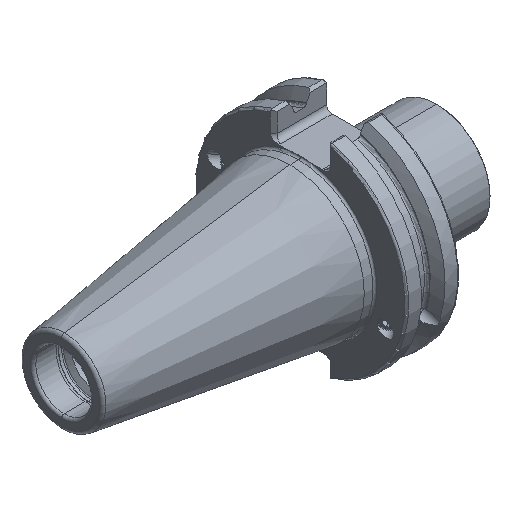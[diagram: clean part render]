
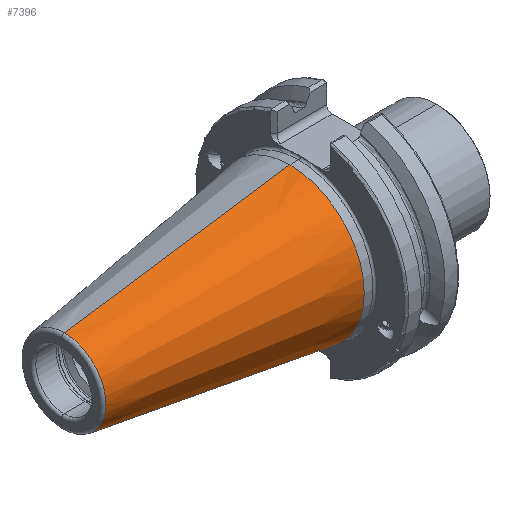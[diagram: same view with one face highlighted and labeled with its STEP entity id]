
A CAD part, isometric view. The second image highlights one B-rep face of the part: STEP entity #7396.
In plain terms, the highlighted conical face has half-angle 8.297 degrees and reference radius 22.225 mm.
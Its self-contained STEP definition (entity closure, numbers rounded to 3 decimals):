
#339 = CARTESIAN_POINT ( 'NONE',  ( 0., 0., 22.225 ) ) ;
#906 = VERTEX_POINT ( 'NONE', #8134 ) ;
#1540 = ORIENTED_EDGE ( 'NONE', *, *, #8090, .F. ) ;
#1546 = ORIENTED_EDGE ( 'NONE', *, *, #7994, .F. ) ;
#1551 = ORIENTED_EDGE ( 'NONE', *, *, #8132, .T. ) ;
#1558 = ORIENTED_EDGE ( 'NONE', *, *, #4077, .T. ) ;
#1921 = EDGE_LOOP ( 'NONE', ( #1540, #1546, #1551, #1558 ) ) ;
#2400 = CONICAL_SURFACE ( 'NONE', #3352, 22.225, 0.145 ) ;
#2547 = FACE_OUTER_BOUND ( 'NONE', #1921, .T. ) ;
#2688 = CIRCLE ( 'NONE', #7862, 22.225 ) ;
#2774 = DIRECTION ( 'NONE',  ( 1., 0., 0. ) ) ;
#2792 = CARTESIAN_POINT ( 'NONE',  ( 0., 0., 0. ) ) ;
#2841 = DIRECTION ( 'NONE',  ( 0., 0., -1. ) ) ;
#2847 = VERTEX_POINT ( 'NONE', #339 ) ;
#3352 = AXIS2_PLACEMENT_3D ( 'NONE', #2792, #2774, #2841 ) ;
#4056 = DIRECTION ( 'NONE',  ( 0.99, 0., -0.144 ) ) ;
#4077 = EDGE_CURVE ( 'NONE', #5736, #2847, #2688, .T. ) ;
#4125 = CARTESIAN_POINT ( 'NONE',  ( 0., 0., -22.225 ) ) ;
#4183 = DIRECTION ( 'NONE',  ( 0.99, 0., 0.144 ) ) ;
#4214 = CARTESIAN_POINT ( 'NONE',  ( 0., 0., 22.225 ) ) ;
#4372 = DIRECTION ( 'NONE',  ( 0., 0., 1. ) ) ;
#4526 = DIRECTION ( 'NONE',  ( -1., 0., 0. ) ) ;
#4582 = CARTESIAN_POINT ( 'NONE',  ( 0., 0., 0. ) ) ;
#4749 = DIRECTION ( 'NONE',  ( 0., 0., 1. ) ) ;
#4767 = DIRECTION ( 'NONE',  ( -1., 0., 0. ) ) ;
#4769 = CARTESIAN_POINT ( 'NONE',  ( -67.394, 0., 0. ) ) ;
#5126 = VERTEX_POINT ( 'NONE', #7841 ) ;
#5736 = VERTEX_POINT ( 'NONE', #5913 ) ;
#5913 = CARTESIAN_POINT ( 'NONE',  ( 0., 0., -22.225 ) ) ;
#6774 = VECTOR ( 'NONE', #4056, 1000. ) ;
#6803 = LINE ( 'NONE', #4125, #6774 ) ;
#6812 = VECTOR ( 'NONE', #4183, 1000. ) ;
#6912 = LINE ( 'NONE', #4214, #6812 ) ;
#7030 = CIRCLE ( 'NONE', #7787, 12.397 ) ;
#7396 = ADVANCED_FACE ( 'NONE', ( #2547 ), #2400, .T. ) ;
#7787 = AXIS2_PLACEMENT_3D ( 'NONE', #4769, #4767, #4749 ) ;
#7841 = CARTESIAN_POINT ( 'NONE',  ( -67.394, 0., -12.397 ) ) ;
#7862 = AXIS2_PLACEMENT_3D ( 'NONE', #4582, #4526, #4372 ) ;
#7994 = EDGE_CURVE ( 'NONE', #5126, #906, #7030, .T. ) ;
#8090 = EDGE_CURVE ( 'NONE', #906, #2847, #6912, .T. ) ;
#8132 = EDGE_CURVE ( 'NONE', #5126, #5736, #6803, .T. ) ;
#8134 = CARTESIAN_POINT ( 'NONE',  ( -67.394, 0., 12.397 ) ) ;
